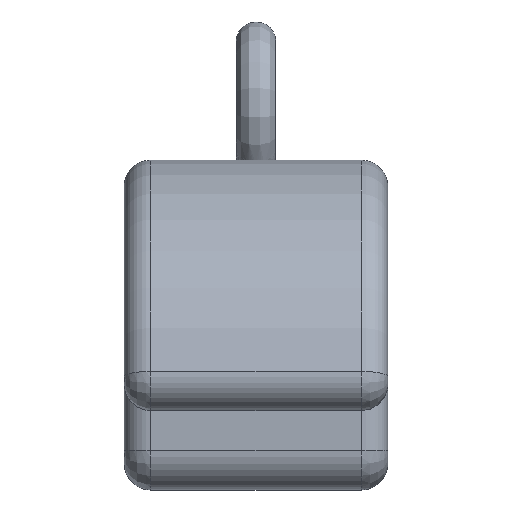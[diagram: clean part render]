
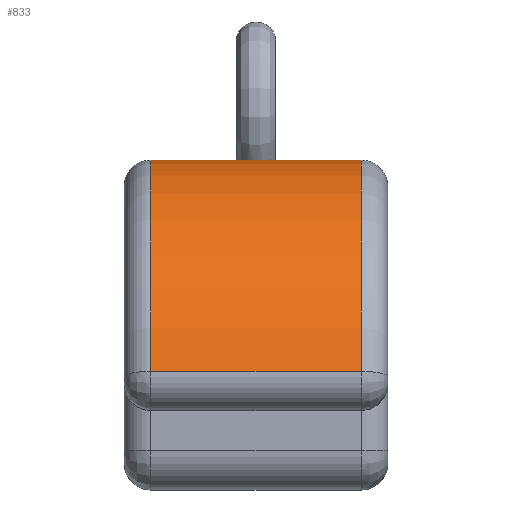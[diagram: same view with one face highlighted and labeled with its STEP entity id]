
A CAD part, top view. The second image highlights one B-rep face of the part: STEP entity #833.
In plain terms, the highlighted cylindrical face has radius 19.813 mm (diameter 39.627 mm), a partial arc.
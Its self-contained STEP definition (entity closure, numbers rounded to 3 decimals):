
#461 = EDGE_CURVE('',#462,#464,#466,.T.);
#462 = VERTEX_POINT('',#463);
#463 = CARTESIAN_POINT('',(-8.,-10.07,31.457));
#464 = VERTEX_POINT('',#465);
#465 = CARTESIAN_POINT('',(8.,-10.07,31.457));
#466 = LINE('',#467,#468);
#467 = CARTESIAN_POINT('',(-10.,-10.07,31.457));
#468 = VECTOR('',#469,1.);
#469 = DIRECTION('',(1.,0.,0.));
#668 = VERTEX_POINT('',#669);
#669 = CARTESIAN_POINT('',(-8.,6.,12.));
#713 = EDGE_CURVE('',#462,#668,#714,.T.);
#714 = CIRCLE('',#715,19.813);
#715 = AXIS2_PLACEMENT_3D('',#716,#717,#718);
#716 = CARTESIAN_POINT('',(-8.,-13.813,12.));
#717 = DIRECTION('',(-1.,0.,0.));
#718 = DIRECTION('',(0.,0.189,0.982)
  );
#753 = VERTEX_POINT('',#754);
#754 = CARTESIAN_POINT('',(8.,6.,12.));
#796 = EDGE_CURVE('',#464,#753,#797,.T.);
#797 = CIRCLE('',#798,19.813);
#798 = AXIS2_PLACEMENT_3D('',#799,#800,#801);
#799 = CARTESIAN_POINT('',(8.,-13.813,12.));
#800 = DIRECTION('',(-1.,0.,0.));
#801 = DIRECTION('',(0.,0.189,0.982)
  );
#833 = ADVANCED_FACE('',(#834),#845,.T.);
#834 = FACE_BOUND('',#835,.F.);
#835 = EDGE_LOOP('',(#836,#842,#843,#844));
#836 = ORIENTED_EDGE('',*,*,#837,.T.);
#837 = EDGE_CURVE('',#668,#753,#838,.T.);
#838 = LINE('',#839,#840);
#839 = CARTESIAN_POINT('',(-10.,6.,12.));
#840 = VECTOR('',#841,1.);
#841 = DIRECTION('',(1.,0.,0.));
#842 = ORIENTED_EDGE('',*,*,#796,.F.);
#843 = ORIENTED_EDGE('',*,*,#461,.F.);
#844 = ORIENTED_EDGE('',*,*,#713,.T.);
#845 = CYLINDRICAL_SURFACE('',#846,19.813);
#846 = AXIS2_PLACEMENT_3D('',#847,#848,#849);
#847 = CARTESIAN_POINT('',(-10.,-13.813,12.));
#848 = DIRECTION('',(-1.,0.,0.));
#849 = DIRECTION('',(0.,1.,0.));
